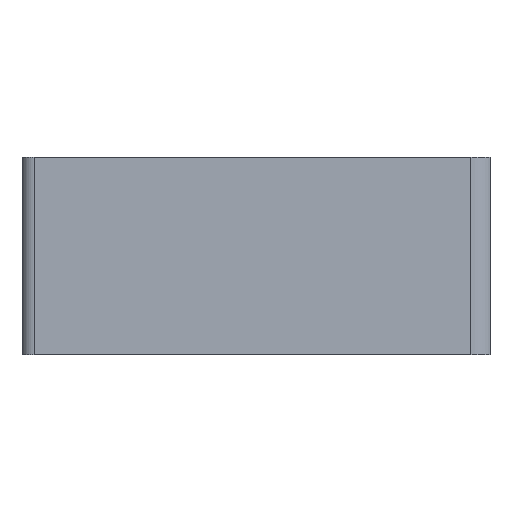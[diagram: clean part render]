
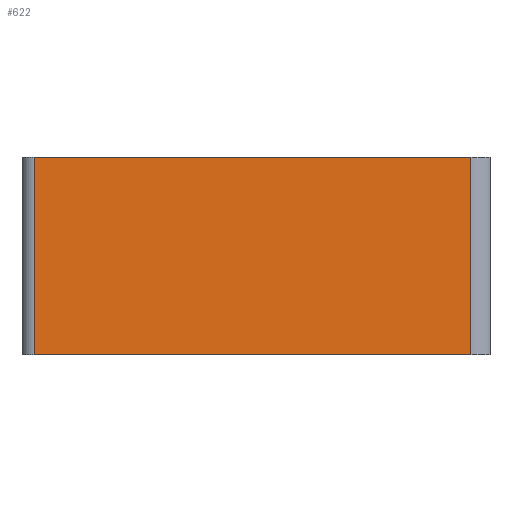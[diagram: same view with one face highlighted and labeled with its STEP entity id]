
A CAD part, front view. The second image highlights one B-rep face of the part: STEP entity #622.
In plain terms, the highlighted planar face has unit normal (0.052, -0.999, 0).
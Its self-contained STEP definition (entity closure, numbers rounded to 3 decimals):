
#1 = VERTEX_POINT ( 'NONE', #584 ) ;
#31 = VERTEX_POINT ( 'NONE', #735 ) ;
#51 = PLANE ( 'NONE',  #580 ) ;
#59 = DIRECTION ( 'NONE',  ( -0.999, -0.052, 0. ) ) ;
#112 = ORIENTED_EDGE ( 'NONE', *, *, #636, .T. ) ;
#118 = DIRECTION ( 'NONE',  ( -0.999, -0.052, 0. ) ) ;
#131 = ORIENTED_EDGE ( 'NONE', *, *, #692, .F. ) ;
#166 = DIRECTION ( 'NONE',  ( 0.999, 0.052, 0. ) ) ;
#168 = CARTESIAN_POINT ( 'NONE',  ( 1.094, -66.548, 15. ) ) ;
#216 = LINE ( 'NONE', #537, #398 ) ;
#230 = ORIENTED_EDGE ( 'NONE', *, *, #666, .F. ) ;
#232 = DIRECTION ( 'NONE',  ( 0., 0., -1. ) ) ;
#233 = VECTOR ( 'NONE', #59, 1000. ) ;
#238 = CARTESIAN_POINT ( 'NONE',  ( 67.503, -63.067, 15. ) ) ;
#267 = LINE ( 'NONE', #168, #410 ) ;
#308 = DIRECTION ( 'NONE',  ( 0., 0., -1. ) ) ;
#398 = VECTOR ( 'NONE', #118, 1000. ) ;
#405 = CARTESIAN_POINT ( 'NONE',  ( 67.503, -63.067, -15. ) ) ;
#406 = ORIENTED_EDGE ( 'NONE', *, *, #697, .T. ) ;
#410 = VECTOR ( 'NONE', #232, 1000. ) ;
#412 = CARTESIAN_POINT ( 'NONE',  ( 1.094, -66.548, 15. ) ) ;
#413 = VERTEX_POINT ( 'NONE', #773 ) ;
#478 = EDGE_LOOP ( 'NONE', ( #230, #131, #406, #112 ) ) ;
#489 = FACE_OUTER_BOUND ( 'NONE', #478, .T. ) ;
#503 = VERTEX_POINT ( 'NONE', #405 ) ;
#514 = VECTOR ( 'NONE', #308, 1000. ) ;
#527 = DIRECTION ( 'NONE',  ( 0.052, -0.999, 0. ) ) ;
#530 = LINE ( 'NONE', #532, #233 ) ;
#532 = CARTESIAN_POINT ( 'NONE',  ( 1.094, -66.548, -15. ) ) ;
#537 = CARTESIAN_POINT ( 'NONE',  ( 1.094, -66.548, 15. ) ) ;
#580 = AXIS2_PLACEMENT_3D ( 'NONE', #412, #527, #166 ) ;
#584 = CARTESIAN_POINT ( 'NONE',  ( 67.503, -63.067, 15. ) ) ;
#622 = ADVANCED_FACE ( 'NONE', ( #489 ), #51, .T. ) ;
#636 = EDGE_CURVE ( 'NONE', #31, #413, #267, .T. ) ;
#666 = EDGE_CURVE ( 'NONE', #503, #413, #530, .T. ) ;
#692 = EDGE_CURVE ( 'NONE', #1, #503, #787, .T. ) ;
#697 = EDGE_CURVE ( 'NONE', #1, #31, #216, .T. ) ;
#735 = CARTESIAN_POINT ( 'NONE',  ( 1.094, -66.548, 15. ) ) ;
#773 = CARTESIAN_POINT ( 'NONE',  ( 1.094, -66.548, -15. ) ) ;
#787 = LINE ( 'NONE', #238, #514 ) ;
